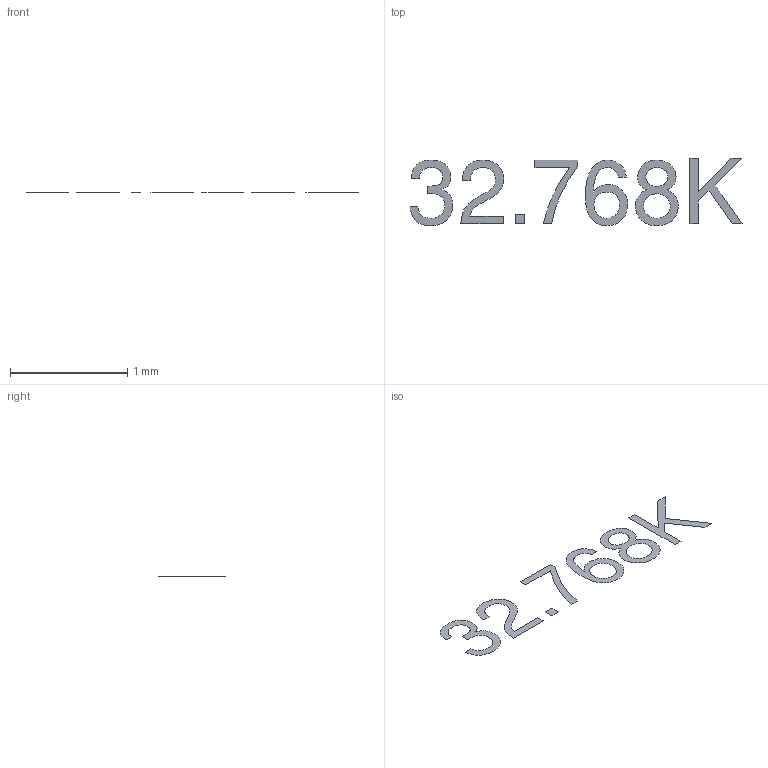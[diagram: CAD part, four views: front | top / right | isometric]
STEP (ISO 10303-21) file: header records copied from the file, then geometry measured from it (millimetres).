
FILE_DESCRIPTION(/* description */ (''),/* implementation_level */ '2;1');
FILE_NAME(/* name */ 'text-smd-32.768K.step',/* time_stamp */ '2023-04-26T20:03:10-07:00',/* author */ (''),/* organization */ (''),/* preprocessor_version */ 'ST-DEVELOPER v19.2',/* originating_system */ 'Autodesk Translation Framework v12.4.0.73',/* authorisation */ '');
FILE_SCHEMA (('AUTOMOTIVE_DESIGN { 1 0 10303 214 3 1 1 }'));
Length unit declared in the file: millimetre
Products named in the file (1): text-smd-32.768K
Bounding box: 2.83 x 0.58 x 0 mm (x, y, z)
Surface area: 0.5 mm2 (no closed solid volume)
Topology: 0 solids, 7 shells, 7 faces, 124 edges, 124 vertices
Faces by surface type: plane 7
Entity records: 1223 total; most frequent: CARTESIAN_POINT 529, VERTEX_POINT 124, EDGE_CURVE 124, ORIENTED_EDGE 124, B_SPLINE_CURVE_WITH_KNOTS 91, DIRECTION 49, LINE 33, VECTOR 33
